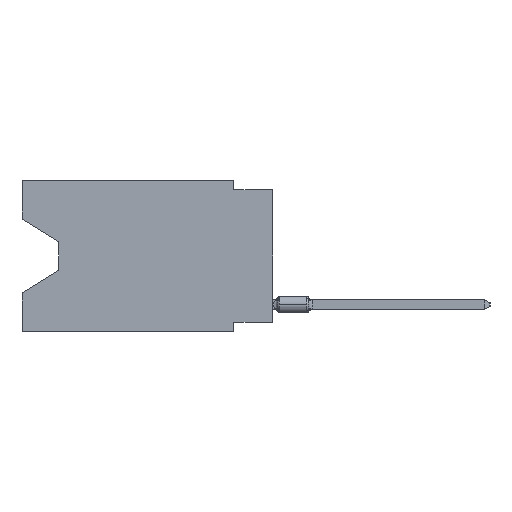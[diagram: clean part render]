
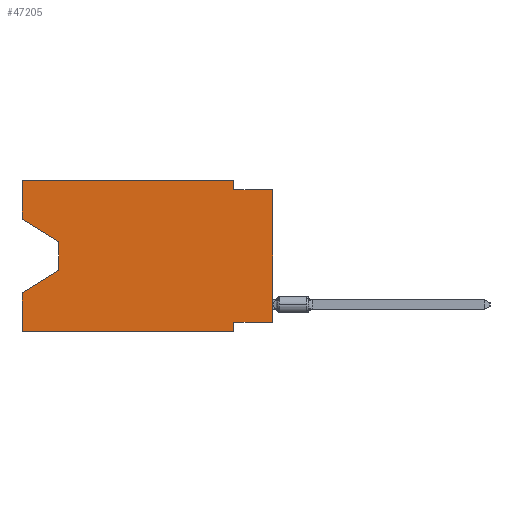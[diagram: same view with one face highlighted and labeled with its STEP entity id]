
A CAD part, left-side view. The second image highlights one B-rep face of the part: STEP entity #47205.
In plain terms, the highlighted planar face has unit normal (-1, 0, 0).
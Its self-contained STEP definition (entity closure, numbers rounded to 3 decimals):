
#613 = LINE ( 'NONE', #33932, #26718 ) ;
#1195 = CARTESIAN_POINT ( 'NONE',  ( 0., 2.54, -0.635 ) ) ;
#1214 = LINE ( 'NONE', #21818, #16813 ) ;
#2316 = DIRECTION ( 'NONE',  ( 0., 0., -1. ) ) ;
#3362 = VECTOR ( 'NONE', #48444, 1000. ) ;
#3445 = DIRECTION ( 'NONE',  ( 1., 0., 0. ) ) ;
#4066 = EDGE_CURVE ( 'NONE', #8686, #45766, #29542, .T. ) ;
#4162 = VECTOR ( 'NONE', #11192, 1000. ) ;
#4343 = VERTEX_POINT ( 'NONE', #11814 ) ;
#4667 = EDGE_CURVE ( 'NONE', #4343, #32474, #22730, .T. ) ;
#4967 = VECTOR ( 'NONE', #45383, 1000. ) ;
#5646 = EDGE_CURVE ( 'NONE', #7886, #13896, #11840, .T. ) ;
#5722 = ORIENTED_EDGE ( 'NONE', *, *, #4066, .T. ) ;
#5798 = ORIENTED_EDGE ( 'NONE', *, *, #13397, .F. ) ;
#6266 = CARTESIAN_POINT ( 'NONE',  ( 0., 0., -0.635 ) ) ;
#7635 = VERTEX_POINT ( 'NONE', #33306 ) ;
#7886 = VERTEX_POINT ( 'NONE', #31955 ) ;
#8314 = VERTEX_POINT ( 'NONE', #27144 ) ;
#8686 = VERTEX_POINT ( 'NONE', #19987 ) ;
#8807 = VECTOR ( 'NONE', #21561, 1000. ) ;
#9897 = VECTOR ( 'NONE', #25515, 1000. ) ;
#10157 = VECTOR ( 'NONE', #17789, 1000. ) ;
#10780 = CARTESIAN_POINT ( 'NONE',  ( 0., 16.383, 0. ) ) ;
#11192 = DIRECTION ( 'NONE',  ( 0., -0.855, -0.519 ) ) ;
#11805 = VERTEX_POINT ( 'NONE', #47487 ) ;
#11814 = CARTESIAN_POINT ( 'NONE',  ( 0., 16.383, -2.546 ) ) ;
#11840 = LINE ( 'NONE', #38290, #4967 ) ;
#12905 = CARTESIAN_POINT ( 'NONE',  ( 0., 13.97, -4.013 ) ) ;
#13267 = EDGE_CURVE ( 'NONE', #28280, #11805, #21933, .T. ) ;
#13397 = EDGE_CURVE ( 'NONE', #13896, #45766, #613, .T. ) ;
#13507 = CARTESIAN_POINT ( 'NONE',  ( 0., 16.383, 0. ) ) ;
#13896 = VERTEX_POINT ( 'NONE', #45621 ) ;
#14158 = EDGE_LOOP ( 'NONE', ( #17614, #38583, #18326, #14265, #5722, #5798, #21186, #31432, #44101, #25469, #25043, #31489 ) ) ;
#14201 = LINE ( 'NONE', #25210, #44612 ) ;
#14265 = ORIENTED_EDGE ( 'NONE', *, *, #23123, .F. ) ;
#14511 = LINE ( 'NONE', #17696, #35892 ) ;
#14990 = LINE ( 'NONE', #22567, #9897 ) ;
#16813 = VECTOR ( 'NONE', #33086, 1000. ) ;
#17395 = DIRECTION ( 'NONE',  ( 0., 0., 1. ) ) ;
#17614 = ORIENTED_EDGE ( 'NONE', *, *, #28596, .T. ) ;
#17696 = CARTESIAN_POINT ( 'NONE',  ( 0., 16.383, 0. ) ) ;
#17789 = DIRECTION ( 'NONE',  ( 0., -1., 0. ) ) ;
#18326 = ORIENTED_EDGE ( 'NONE', *, *, #39469, .T. ) ;
#18388 = PLANE ( 'NONE',  #19001 ) ;
#18517 = DIRECTION ( 'NONE',  ( 0., 0., -1. ) ) ;
#19001 = AXIS2_PLACEMENT_3D ( 'NONE', #10780, #3445, #32834 ) ;
#19587 = EDGE_CURVE ( 'NONE', #47081, #28280, #14990, .T. ) ;
#19987 = CARTESIAN_POINT ( 'NONE',  ( 0., 16.383, -9.906 ) ) ;
#21186 = ORIENTED_EDGE ( 'NONE', *, *, #5646, .F. ) ;
#21485 = CARTESIAN_POINT ( 'NONE',  ( 0., 16.383, -2.546 ) ) ;
#21488 = EDGE_CURVE ( 'NONE', #36674, #8314, #44199, .T. ) ;
#21561 = DIRECTION ( 'NONE',  ( 0., -1., 0. ) ) ;
#21818 = CARTESIAN_POINT ( 'NONE',  ( 0., 13.97, -5.893 ) ) ;
#21933 = LINE ( 'NONE', #6266, #10157 ) ;
#22436 = DIRECTION ( 'NONE',  ( 0., -1., 0. ) ) ;
#22567 = CARTESIAN_POINT ( 'NONE',  ( 0., 2.54, 0. ) ) ;
#22730 = LINE ( 'NONE', #26399, #3362 ) ;
#23123 = EDGE_CURVE ( 'NONE', #8686, #7635, #14511, .T. ) ;
#24978 = LINE ( 'NONE', #28907, #8807 ) ;
#25043 = ORIENTED_EDGE ( 'NONE', *, *, #47315, .F. ) ;
#25210 = CARTESIAN_POINT ( 'NONE',  ( 0., 0., 0. ) ) ;
#25279 = EDGE_CURVE ( 'NONE', #7886, #11805, #14201, .T. ) ;
#25330 = CARTESIAN_POINT ( 'NONE',  ( 0., 13.97, -4.013 ) ) ;
#25382 = CARTESIAN_POINT ( 'NONE',  ( 0., 16.383, -9.906 ) ) ;
#25469 = ORIENTED_EDGE ( 'NONE', *, *, #19587, .F. ) ;
#25515 = DIRECTION ( 'NONE',  ( 0., 0., -1. ) ) ;
#26399 = CARTESIAN_POINT ( 'NONE',  ( 0., 16.383, 0. ) ) ;
#26718 = VECTOR ( 'NONE', #18517, 1000. ) ;
#27144 = CARTESIAN_POINT ( 'NONE',  ( 0., 13.97, -5.893 ) ) ;
#28280 = VERTEX_POINT ( 'NONE', #1195 ) ;
#28596 = EDGE_CURVE ( 'NONE', #4343, #36674, #29562, .T. ) ;
#28907 = CARTESIAN_POINT ( 'NONE',  ( 0., 16.383, 0. ) ) ;
#29542 = LINE ( 'NONE', #25382, #36226 ) ;
#29562 = LINE ( 'NONE', #21485, #4162 ) ;
#31320 = CARTESIAN_POINT ( 'NONE',  ( 0., 2.54, -9.906 ) ) ;
#31432 = ORIENTED_EDGE ( 'NONE', *, *, #25279, .T. ) ;
#31489 = ORIENTED_EDGE ( 'NONE', *, *, #4667, .F. ) ;
#31955 = CARTESIAN_POINT ( 'NONE',  ( 0., 0., -9.271 ) ) ;
#32474 = VERTEX_POINT ( 'NONE', #13507 ) ;
#32834 = DIRECTION ( 'NONE',  ( 0., 0., -1. ) ) ;
#33086 = DIRECTION ( 'NONE',  ( 0., 0.855, -0.519 ) ) ;
#33306 = CARTESIAN_POINT ( 'NONE',  ( 0., 16.383, -7.36 ) ) ;
#33932 = CARTESIAN_POINT ( 'NONE',  ( 0., 2.54, -9.906 ) ) ;
#35892 = VECTOR ( 'NONE', #39738, 1000. ) ;
#36226 = VECTOR ( 'NONE', #22436, 1000. ) ;
#36674 = VERTEX_POINT ( 'NONE', #12905 ) ;
#37004 = FACE_OUTER_BOUND ( 'NONE', #14158, .T. ) ;
#38290 = CARTESIAN_POINT ( 'NONE',  ( 0., 0., -9.271 ) ) ;
#38583 = ORIENTED_EDGE ( 'NONE', *, *, #21488, .T. ) ;
#39469 = EDGE_CURVE ( 'NONE', #8314, #7635, #1214, .T. ) ;
#39686 = VECTOR ( 'NONE', #2316, 1000. ) ;
#39738 = DIRECTION ( 'NONE',  ( 0., 0., 1. ) ) ;
#44101 = ORIENTED_EDGE ( 'NONE', *, *, #13267, .F. ) ;
#44199 = LINE ( 'NONE', #25330, #39686 ) ;
#44612 = VECTOR ( 'NONE', #17395, 1000. ) ;
#45116 = CARTESIAN_POINT ( 'NONE',  ( 0., 2.54, 0. ) ) ;
#45383 = DIRECTION ( 'NONE',  ( 0., 1., 0. ) ) ;
#45621 = CARTESIAN_POINT ( 'NONE',  ( 0., 2.54, -9.271 ) ) ;
#45766 = VERTEX_POINT ( 'NONE', #31320 ) ;
#47081 = VERTEX_POINT ( 'NONE', #45116 ) ;
#47205 = ADVANCED_FACE ( 'NONE', ( #37004 ), #18388, .F. ) ;
#47315 = EDGE_CURVE ( 'NONE', #32474, #47081, #24978, .T. ) ;
#47487 = CARTESIAN_POINT ( 'NONE',  ( 0., 0., -0.635 ) ) ;
#48444 = DIRECTION ( 'NONE',  ( 0., 0., 1. ) ) ;
